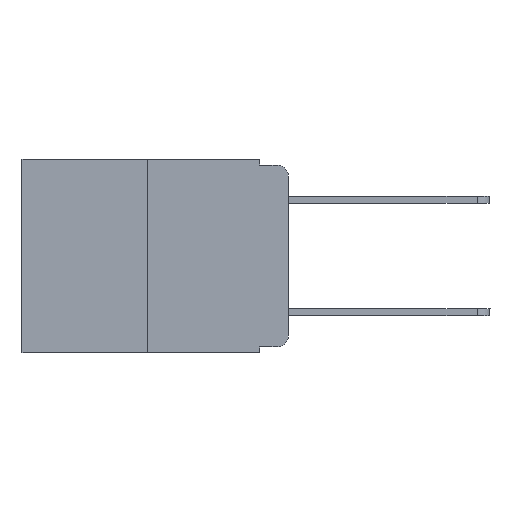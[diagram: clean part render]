
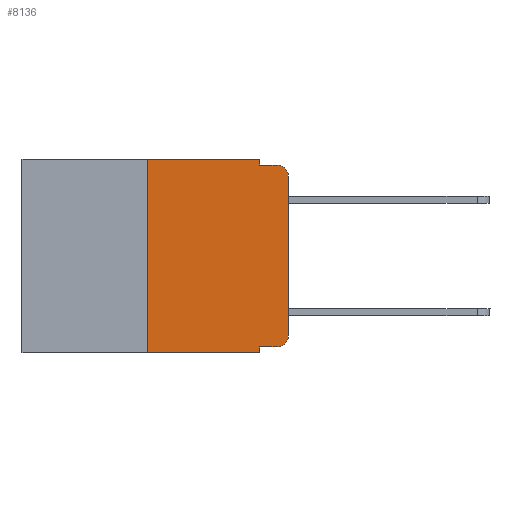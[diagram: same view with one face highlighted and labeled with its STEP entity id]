
A CAD part, left-side view. The second image highlights one B-rep face of the part: STEP entity #8136.
In plain terms, the highlighted planar face has unit normal (-1, 0, 0).
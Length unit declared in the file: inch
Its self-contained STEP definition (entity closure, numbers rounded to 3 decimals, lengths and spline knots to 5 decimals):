
#203 = CARTESIAN_POINT ( 'NONE',  ( 0., 0.25, -0.343 ) ) ;
#249 = CARTESIAN_POINT ( 'NONE',  ( 0., 0., -0.03 ) ) ;
#681 = CARTESIAN_POINT ( 'NONE',  ( 0., 0., -0.313 ) ) ;
#739 = VERTEX_POINT ( 'NONE', #249 ) ;
#773 = EDGE_LOOP ( 'NONE', ( #4902, #1761, #2108, #7479, #7201, #6256, #6808, #7255, #7945, #6544 ) ) ;
#899 = EDGE_CURVE ( 'NONE', #8697, #1626, #5690, .T. ) ;
#1067 = VERTEX_POINT ( 'NONE', #4354 ) ;
#1126 = DIRECTION ( 'NONE',  ( -1., 0., 0. ) ) ;
#1164 = VECTOR ( 'NONE', #9544, 39.37008 ) ;
#1281 = FACE_OUTER_BOUND ( 'NONE', #773, .T. ) ;
#1359 = CARTESIAN_POINT ( 'NONE',  ( 0., 0.02, -0.333 ) ) ;
#1445 = CARTESIAN_POINT ( 'NONE',  ( 0., 0.051, -0.01 ) ) ;
#1626 = VERTEX_POINT ( 'NONE', #9268 ) ;
#1761 = ORIENTED_EDGE ( 'NONE', *, *, #2240, .T. ) ;
#1909 = LINE ( 'NONE', #4955, #3516 ) ;
#1993 = LINE ( 'NONE', #6467, #2617 ) ;
#2001 = CIRCLE ( 'NONE', #2477, 0.02 ) ;
#2108 = ORIENTED_EDGE ( 'NONE', *, *, #8973, .F. ) ;
#2111 = VERTEX_POINT ( 'NONE', #5513 ) ;
#2240 = EDGE_CURVE ( 'NONE', #739, #5819, #2001, .T. ) ;
#2477 = AXIS2_PLACEMENT_3D ( 'NONE', #4910, #1126, #6487 ) ;
#2617 = VECTOR ( 'NONE', #5642, 39.37008 ) ;
#2849 = VERTEX_POINT ( 'NONE', #3612 ) ;
#3422 = LINE ( 'NONE', #3506, #9464 ) ;
#3506 = CARTESIAN_POINT ( 'NONE',  ( 0., 0.051, 0. ) ) ;
#3516 = VECTOR ( 'NONE', #5558, 39.37008 ) ;
#3612 = CARTESIAN_POINT ( 'NONE',  ( 0., 0.051, -0.343 ) ) ;
#3709 = DIRECTION ( 'NONE',  ( 0., -1., 0. ) ) ;
#3867 = CARTESIAN_POINT ( 'NONE',  ( 0., 0.051, -0.333 ) ) ;
#3961 = LINE ( 'NONE', #3867, #9378 ) ;
#4241 = DIRECTION ( 'NONE',  ( 1., 0., 0. ) ) ;
#4318 = EDGE_CURVE ( 'NONE', #2111, #2849, #3422, .T. ) ;
#4341 = VECTOR ( 'NONE', #7420, 39.37008 ) ;
#4354 = CARTESIAN_POINT ( 'NONE',  ( 0., 0.051, -0.01 ) ) ;
#4619 = VECTOR ( 'NONE', #9472, 39.37008 ) ;
#4877 = LINE ( 'NONE', #6549, #1164 ) ;
#4902 = ORIENTED_EDGE ( 'NONE', *, *, #9016, .T. ) ;
#4910 = CARTESIAN_POINT ( 'NONE',  ( 0., 0.02, -0.03 ) ) ;
#4945 = CARTESIAN_POINT ( 'NONE',  ( 0., 0.25, 0. ) ) ;
#4955 = CARTESIAN_POINT ( 'NONE',  ( 0., 0.051, 0. ) ) ;
#4978 = PLANE ( 'NONE',  #7325 ) ;
#5259 = CIRCLE ( 'NONE', #6508, 0.02 ) ;
#5449 = DIRECTION ( 'NONE',  ( 0., -1., 0. ) ) ;
#5513 = CARTESIAN_POINT ( 'NONE',  ( 0., 0.051, -0.333 ) ) ;
#5558 = DIRECTION ( 'NONE',  ( 0., 0., -1. ) ) ;
#5642 = DIRECTION ( 'NONE',  ( 0., -1., 0. ) ) ;
#5690 = LINE ( 'NONE', #4945, #4619 ) ;
#5698 = CARTESIAN_POINT ( 'NONE',  ( 0., 0.02, -0.01 ) ) ;
#5819 = VERTEX_POINT ( 'NONE', #5698 ) ;
#5917 = VERTEX_POINT ( 'NONE', #8200 ) ;
#6256 = ORIENTED_EDGE ( 'NONE', *, *, #899, .F. ) ;
#6387 = VERTEX_POINT ( 'NONE', #681 ) ;
#6422 = DIRECTION ( 'NONE',  ( 0., 0., -1. ) ) ;
#6467 = CARTESIAN_POINT ( 'NONE',  ( 0., 0.473, 0. ) ) ;
#6487 = DIRECTION ( 'NONE',  ( 0., 0., -1. ) ) ;
#6508 = AXIS2_PLACEMENT_3D ( 'NONE', #7095, #9350, #9580 ) ;
#6544 = ORIENTED_EDGE ( 'NONE', *, *, #7168, .T. ) ;
#6549 = CARTESIAN_POINT ( 'NONE',  ( 0., 0.473, -0.343 ) ) ;
#6660 = DIRECTION ( 'NONE',  ( 0., 0., -1. ) ) ;
#6689 = EDGE_CURVE ( 'NONE', #8697, #2849, #4877, .T. ) ;
#6808 = ORIENTED_EDGE ( 'NONE', *, *, #6689, .T. ) ;
#7079 = EDGE_CURVE ( 'NONE', #5917, #1067, #1909, .T. ) ;
#7095 = CARTESIAN_POINT ( 'NONE',  ( 0., 0.02, -0.313 ) ) ;
#7168 = EDGE_CURVE ( 'NONE', #7315, #6387, #5259, .T. ) ;
#7201 = ORIENTED_EDGE ( 'NONE', *, *, #8819, .F. ) ;
#7255 = ORIENTED_EDGE ( 'NONE', *, *, #4318, .F. ) ;
#7315 = VERTEX_POINT ( 'NONE', #1359 ) ;
#7325 = AXIS2_PLACEMENT_3D ( 'NONE', #9503, #4241, #6660 ) ;
#7420 = DIRECTION ( 'NONE',  ( 0., 0., 1. ) ) ;
#7479 = ORIENTED_EDGE ( 'NONE', *, *, #7079, .F. ) ;
#7945 = ORIENTED_EDGE ( 'NONE', *, *, #8712, .T. ) ;
#8136 = ADVANCED_FACE ( 'NONE', ( #1281 ), #4978, .F. ) ;
#8152 = CARTESIAN_POINT ( 'NONE',  ( 0., 0., 0. ) ) ;
#8191 = LINE ( 'NONE', #1445, #8583 ) ;
#8200 = CARTESIAN_POINT ( 'NONE',  ( 0., 0.051, 0. ) ) ;
#8583 = VECTOR ( 'NONE', #3709, 39.37008 ) ;
#8697 = VERTEX_POINT ( 'NONE', #203 ) ;
#8712 = EDGE_CURVE ( 'NONE', #2111, #7315, #3961, .T. ) ;
#8819 = EDGE_CURVE ( 'NONE', #1626, #5917, #1993, .T. ) ;
#8823 = LINE ( 'NONE', #8152, #4341 ) ;
#8973 = EDGE_CURVE ( 'NONE', #1067, #5819, #8191, .T. ) ;
#9016 = EDGE_CURVE ( 'NONE', #6387, #739, #8823, .T. ) ;
#9268 = CARTESIAN_POINT ( 'NONE',  ( 0., 0.25, 0. ) ) ;
#9350 = DIRECTION ( 'NONE',  ( -1., 0., 0. ) ) ;
#9378 = VECTOR ( 'NONE', #5449, 39.37008 ) ;
#9464 = VECTOR ( 'NONE', #6422, 39.37008 ) ;
#9472 = DIRECTION ( 'NONE',  ( 0., 0., 1. ) ) ;
#9503 = CARTESIAN_POINT ( 'NONE',  ( 0., 0.473, 0. ) ) ;
#9544 = DIRECTION ( 'NONE',  ( 0., -1., 0. ) ) ;
#9580 = DIRECTION ( 'NONE',  ( 0., 0., -1. ) ) ;
